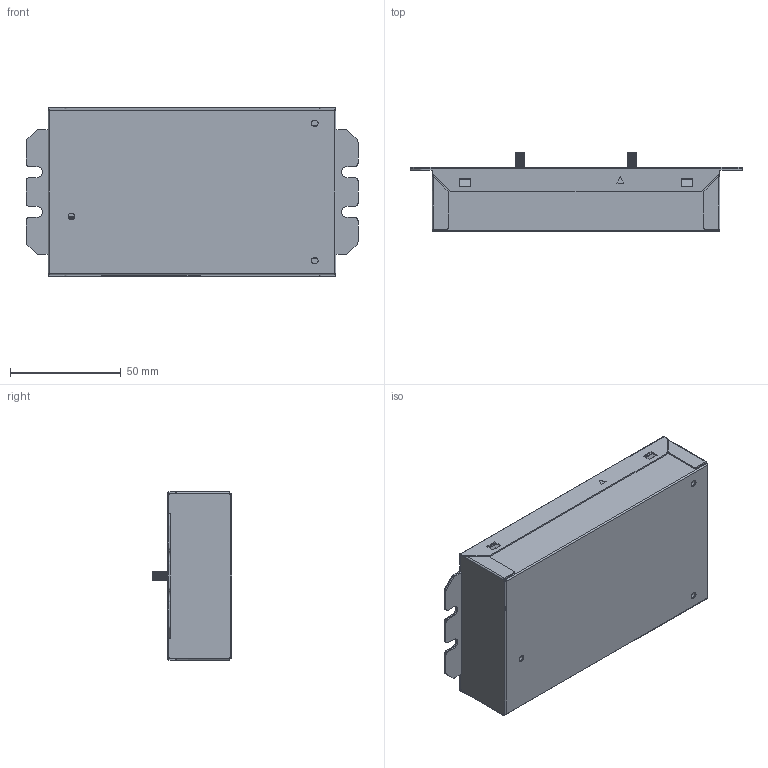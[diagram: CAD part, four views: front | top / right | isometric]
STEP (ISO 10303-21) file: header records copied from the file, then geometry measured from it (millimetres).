
FILE_DESCRIPTION((''),'2;1');
FILE_NAME('00-A6662_ASM','2017-09-30T',('Administrator'),(''),'PRO/ENGINEER BY PARAMETRIC TECHNOLOGY CORPORATION, 2007450','PRO/ENGINEER BY PARAMETRIC TECHNOLOGY CORPORATION, 2007450','');
FILE_SCHEMA(('CONFIG_CONTROL_DESIGN'));
Length unit declared in the file: millimetre
Products named in the file (16): PCB_A6662; TERMINAL_P5; 1018934; DG208-DEGSON; ANTENNA-4; 2112-1X10G00RB; PLACEMENT-A6662_ASM; TOP_COVER_A6662; BUSH_COVER_OUT-A6662; BOTTOM_COVER_A6662; SCREW_8-32UNC; BOTTOM_COVER_A6662_ASM; NFC_COVER-A6662; INSULATION_TRIP_A6662; BUSH_COVER_IN_-A6662; 00-A6662_ASM
Assembly tree (16 placements, depth 3):
  00-A6662_ASM
    PLACEMENT-A6662_ASM
      PCB_A6662
      TERMINAL_P5
      1018934
      DG208-DEGSON
      ANTENNA-4
      2112-1X10G00RB
    TOP_COVER_A6662
    BUSH_COVER_OUT-A6662
    BOTTOM_COVER_A6662_ASM
      BOTTOM_COVER_A6662
      SCREW_8-32UNC  x2
    NFC_COVER-A6662
    INSULATION_TRIP_A6662
    BUSH_COVER_IN_-A6662
Bounding box: 150 x 36 x 76 mm (x, y, z)
Volume: 63902 mm3; surface area: 165899.4 mm2
Topology: 17 solids, 26 shells, 2192 faces, 5426 edges, 3484 vertices
Faces by surface type: plane 1338, cylinder 641, extrusion 103, cone 52, bspline 50, torus 8
Entity records: 69352 total; most frequent: CARTESIAN_POINT 17600, ORIENTED_EDGE 10624, DIRECTION 10339, EDGE_CURVE 5312, VECTOR 3811, LINE 3708, VERTEX_POINT 3411, AXIS2_PLACEMENT_3D 3264
